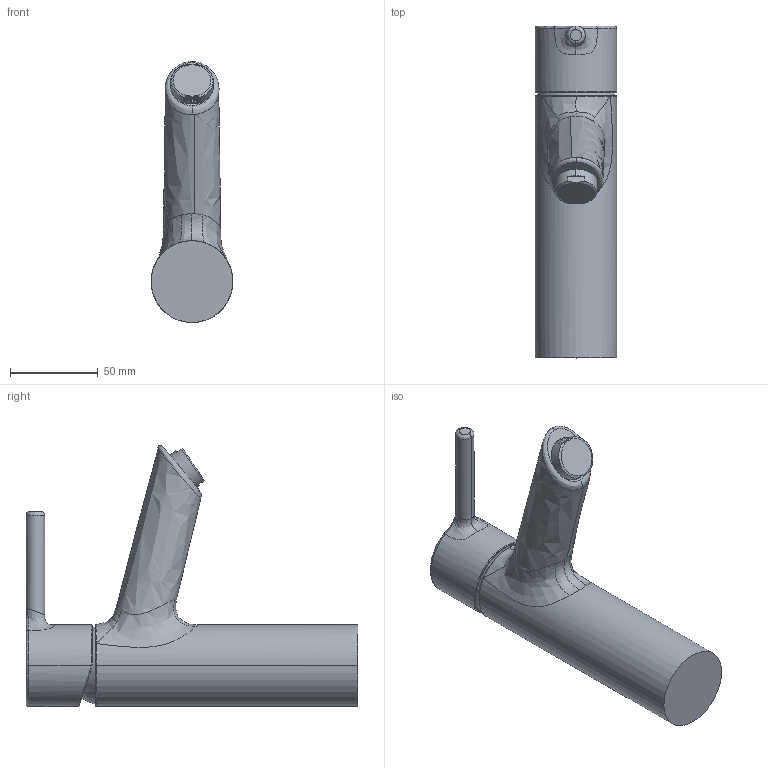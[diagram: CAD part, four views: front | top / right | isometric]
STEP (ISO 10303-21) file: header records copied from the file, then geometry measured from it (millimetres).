
FILE_DESCRIPTION (( 'STEP AP203' ), '1' );
FILE_NAME ('2605AF(2022)+52372267(2022).STEP', '2022-01-12T09:38:38', ( '' ), ( '' ), 'SwSTEP 2.0', 'SolidWorks 2016', '' );
FILE_SCHEMA (( 'CONFIG_CONTROL_DESIGN' ));
Length unit declared in the file: millimetre
Products named in the file (1): 2605AF(2022)+52372267(2022)
Bounding box: 46.5 x 188.5 x 148.34 mm (x, y, z)
Volume: 412390.9 mm3; surface area: 50669.2 mm2
Topology: 4 solids, 4 shells, 71 faces, 170 edges, 107 vertices
Faces by surface type: bspline 38, plane 17, cylinder 14, cone 2
Entity records: 9925 total; most frequent: CARTESIAN_POINT 8526, ORIENTED_EDGE 336, DIRECTION 173, EDGE_CURVE 168, VERTEX_POINT 107, B_SPLINE_CURVE_WITH_KNOTS 94, AXIS2_PLACEMENT_3D 74, EDGE_LOOP 73
